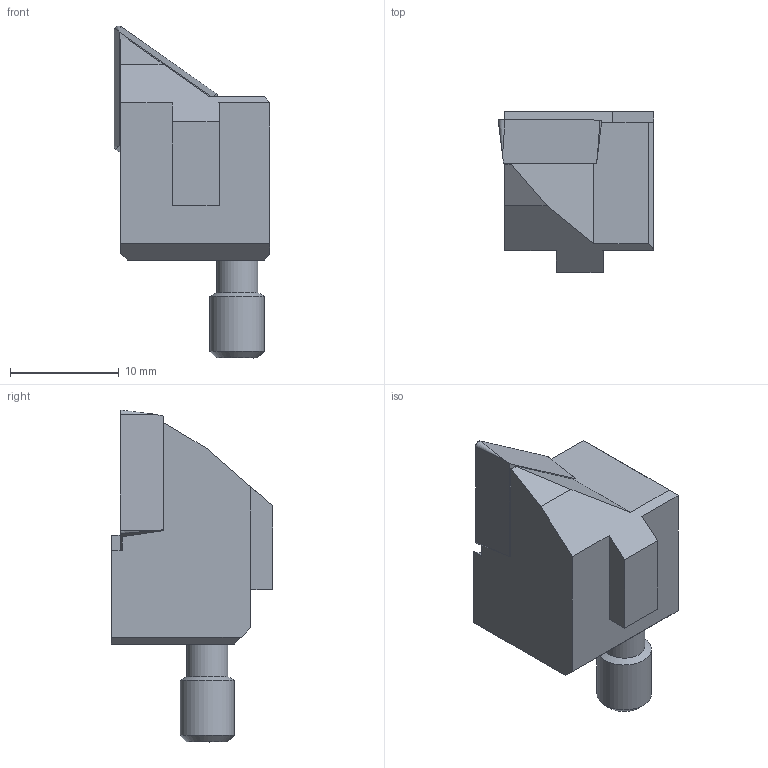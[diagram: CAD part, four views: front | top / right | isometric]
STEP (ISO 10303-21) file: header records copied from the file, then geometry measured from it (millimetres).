
FILE_DESCRIPTION(/* description */ (''),/* implementation_level */ '2;1');
FILE_NAME(/* name */ '10001299096nxv000_00_214.stp',/* time_stamp */ '2024-04-24T08:22:03+02:00',/* author */ (''),/* organization */ (''),/* preprocessor_version */ 'ST-DEVELOPER v18.1',/* originating_system */ 'SIEMENS PLM Software NX 2000',/* authorisation */ '');
FILE_SCHEMA (('AUTOMOTIVE_DESIGN { 1 0 10303 214 3 1 1 1 }'));
Length unit declared in the file: millimetre
Products named in the file (1): 10001299096nxv000_00
Bounding box: 14.3 x 14.8 x 30.5 mm (x, y, z)
Volume: 2940.6 mm3; surface area: 1518.2 mm2
Topology: 1 solids, 2 shells, 60 faces, 162 edges, 103 vertices
Faces by surface type: plane 42, cone 9, cylinder 6, torus 3
Full cylindrical faces by diameter (mm): 3.4 x1, 3.8 x1, 4 x1, 4.2 x1, 4.4 x1, 5 x1
Entity records: 1701 total; most frequent: CARTESIAN_POINT 290, DIRECTION 277, ORIENTED_EDGE 270, EDGE_CURVE 135, LINE 115, VECTOR 115, VERTEX_POINT 94, AXIS2_PLACEMENT_3D 81
